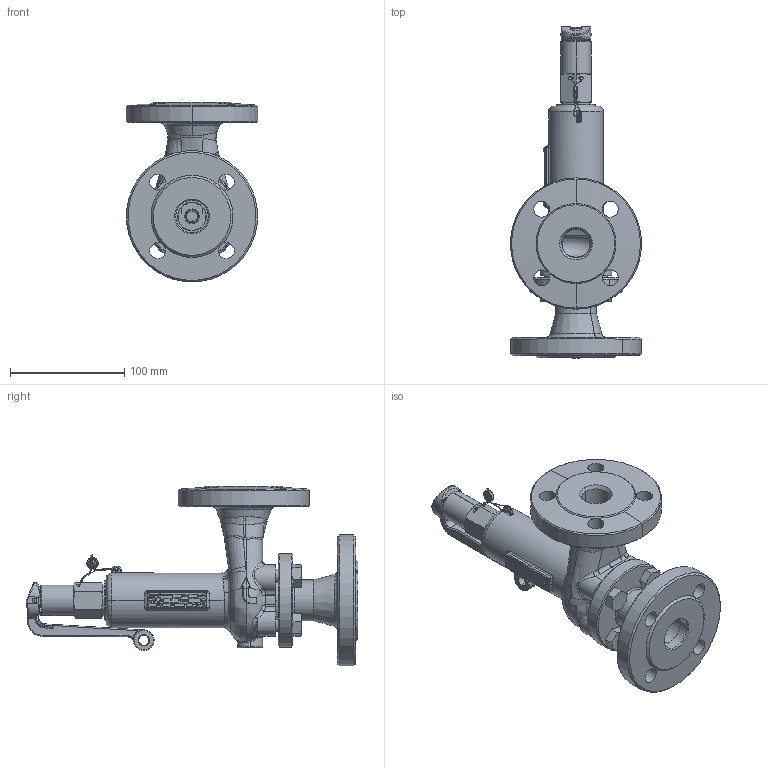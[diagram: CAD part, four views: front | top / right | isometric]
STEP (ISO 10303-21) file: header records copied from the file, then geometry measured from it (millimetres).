
FILE_DESCRIPTION (( 'STEP AP203' ), '1' );
FILE_NAME ('Typ 3 BG I.STEP', '2017-12-14T13:12:54', ( '' ), ( '' ), 'SwSTEP 2.0', 'SolidWorks 2016', '' );
FILE_SCHEMA (( 'CONFIG_CONTROL_DESIGN' ));
Products named in the file (1): Typ 3 BG I
Bounding box: 115 x 290.7 x 157.28 mm (x, y, z)
Volume: 545702 mm3; surface area: 172872.4 mm2
Topology: 32 solids, 32 shells, 1904 faces, 4802 edges, 3029 vertices
Faces by surface type: bspline 692, plane 670, cylinder 304, torus 138, cone 92, sphere 8
Entity records: 91054 total; most frequent: CARTESIAN_POINT 50667, ORIENTED_EDGE 9564, DIRECTION 6384, EDGE_CURVE 4782, VERTEX_POINT 3029, AXIS2_PLACEMENT_3D 2163, EDGE_LOOP 2059, LINE 2058
